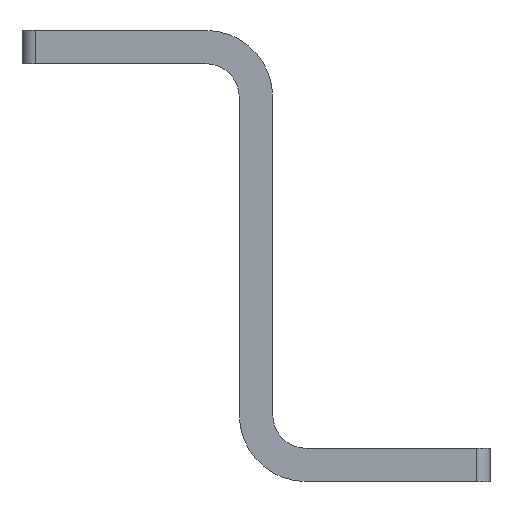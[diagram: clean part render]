
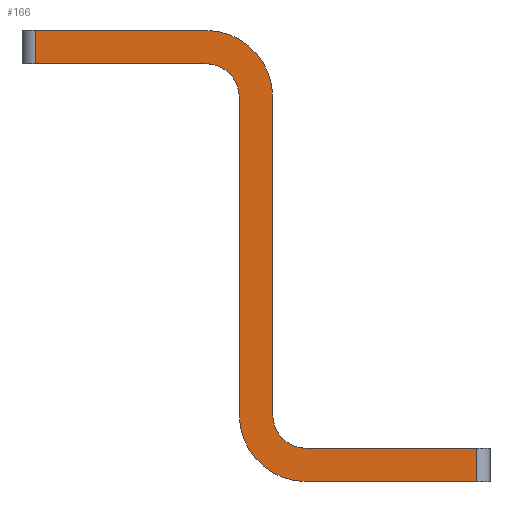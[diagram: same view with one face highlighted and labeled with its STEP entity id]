
A CAD part, left-side view. The second image highlights one B-rep face of the part: STEP entity #166.
In plain terms, the highlighted planar face has unit normal (-1, 0, 0).
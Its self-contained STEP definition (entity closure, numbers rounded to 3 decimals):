
#166=ADVANCED_FACE('',(#244),#206,.F.);
#206=PLANE('',#1249);
#244=FACE_OUTER_BOUND('',#310,.T.);
#310=EDGE_LOOP('',(#604,#605,#606,#607,#608,#609,#610,#611,#612,#613,#614,
#615));
#376=CIRCLE('',#1245,5.);
#377=CIRCLE('',#1246,10.);
#378=CIRCLE('',#1247,5.);
#379=CIRCLE('',#1248,10.);
#604=ORIENTED_EDGE('',*,*,#920,.F.);
#605=ORIENTED_EDGE('',*,*,#921,.T.);
#606=ORIENTED_EDGE('',*,*,#922,.F.);
#607=ORIENTED_EDGE('',*,*,#923,.T.);
#608=ORIENTED_EDGE('',*,*,#924,.F.);
#609=ORIENTED_EDGE('',*,*,#925,.T.);
#610=ORIENTED_EDGE('',*,*,#926,.F.);
#611=ORIENTED_EDGE('',*,*,#927,.T.);
#612=ORIENTED_EDGE('',*,*,#928,.F.);
#613=ORIENTED_EDGE('',*,*,#929,.T.);
#614=ORIENTED_EDGE('',*,*,#930,.F.);
#615=ORIENTED_EDGE('',*,*,#931,.T.);
#780=VERTEX_POINT('',#1841);
#781=VERTEX_POINT('',#1842);
#782=VERTEX_POINT('',#1844);
#783=VERTEX_POINT('',#1846);
#784=VERTEX_POINT('',#1848);
#785=VERTEX_POINT('',#1850);
#786=VERTEX_POINT('',#1852);
#787=VERTEX_POINT('',#1854);
#788=VERTEX_POINT('',#1856);
#789=VERTEX_POINT('',#1858);
#790=VERTEX_POINT('',#1860);
#791=VERTEX_POINT('',#1862);
#920=EDGE_CURVE('',#780,#781,#1036,.T.);
#921=EDGE_CURVE('',#780,#782,#1037,.T.);
#922=EDGE_CURVE('',#783,#782,#1038,.T.);
#923=EDGE_CURVE('',#783,#784,#376,.T.);
#924=EDGE_CURVE('',#785,#784,#1039,.T.);
#925=EDGE_CURVE('',#785,#786,#377,.T.);
#926=EDGE_CURVE('',#787,#786,#1040,.T.);
#927=EDGE_CURVE('',#787,#788,#1041,.T.);
#928=EDGE_CURVE('',#789,#788,#1042,.T.);
#929=EDGE_CURVE('',#789,#790,#378,.T.);
#930=EDGE_CURVE('',#791,#790,#1043,.T.);
#931=EDGE_CURVE('',#791,#781,#379,.T.);
#1036=LINE('',#1840,#1132);
#1037=LINE('',#1843,#1133);
#1038=LINE('',#1845,#1134);
#1039=LINE('',#1849,#1135);
#1040=LINE('',#1853,#1136);
#1041=LINE('',#1855,#1137);
#1042=LINE('',#1857,#1138);
#1043=LINE('',#1861,#1139);
#1132=VECTOR('',#1511,1.);
#1133=VECTOR('',#1512,1.);
#1134=VECTOR('',#1513,1.);
#1135=VECTOR('',#1516,1.);
#1136=VECTOR('',#1519,1.);
#1137=VECTOR('',#1520,1.);
#1138=VECTOR('',#1521,1.);
#1139=VECTOR('',#1524,1.);
#1245=AXIS2_PLACEMENT_3D('',#1847,#1514,#1515);
#1246=AXIS2_PLACEMENT_3D('',#1851,#1517,#1518);
#1247=AXIS2_PLACEMENT_3D('',#1859,#1522,#1523);
#1248=AXIS2_PLACEMENT_3D('',#1863,#1525,#1526);
#1249=AXIS2_PLACEMENT_3D('',#1864,#1527,#1528);
#1511=DIRECTION('',(0.,1.,0.));
#1512=DIRECTION('',(0.,0.,1.));
#1513=DIRECTION('',(0.,-1.,0.));
#1514=DIRECTION('',(1.,0.,0.));
#1515=DIRECTION('',(0.,0.,-1.));
#1516=DIRECTION('',(0.,0.,-1.));
#1517=DIRECTION('',(-1.,0.,0.));
#1518=DIRECTION('',(0.,0.,-1.));
#1519=DIRECTION('',(0.,-1.,0.));
#1520=DIRECTION('',(0.,0.,-1.));
#1521=DIRECTION('',(0.,1.,0.));
#1522=DIRECTION('',(1.,0.,0.));
#1523=DIRECTION('',(0.,0.,-1.));
#1524=DIRECTION('',(0.,0.,1.));
#1525=DIRECTION('',(-1.,0.,0.));
#1526=DIRECTION('',(0.,0.,-1.));
#1527=DIRECTION('',(1.,0.,0.));
#1528=DIRECTION('',(0.,0.,-1.));
#1840=CARTESIAN_POINT('',(-57.5,0.,0.));
#1841=CARTESIAN_POINT('',(-57.5,2.,0.));
#1842=CARTESIAN_POINT('',(-57.5,27.5,0.));
#1843=CARTESIAN_POINT('',(-57.5,2.,0.));
#1844=CARTESIAN_POINT('',(-57.5,2.,5.));
#1845=CARTESIAN_POINT('',(-57.5,32.5,5.));
#1846=CARTESIAN_POINT('',(-57.5,27.5,5.));
#1847=CARTESIAN_POINT('',(-57.5,27.5,10.));
#1848=CARTESIAN_POINT('',(-57.5,32.5,10.));
#1849=CARTESIAN_POINT('',(-57.5,32.5,67.5));
#1850=CARTESIAN_POINT('',(-57.5,32.5,57.5));
#1851=CARTESIAN_POINT('',(-57.5,42.5,57.5));
#1852=CARTESIAN_POINT('',(-57.5,42.5,67.5));
#1853=CARTESIAN_POINT('',(-57.5,70.,67.5));
#1854=CARTESIAN_POINT('',(-57.5,68.,67.5));
#1855=CARTESIAN_POINT('',(-57.5,68.,0.));
#1856=CARTESIAN_POINT('',(-57.5,68.,62.5));
#1857=CARTESIAN_POINT('',(-57.5,37.5,62.5));
#1858=CARTESIAN_POINT('',(-57.5,42.5,62.5));
#1859=CARTESIAN_POINT('',(-57.5,42.5,57.5));
#1860=CARTESIAN_POINT('',(-57.5,37.5,57.5));
#1861=CARTESIAN_POINT('',(-57.5,37.5,0.));
#1862=CARTESIAN_POINT('',(-57.5,37.5,10.));
#1863=CARTESIAN_POINT('',(-57.5,27.5,10.));
#1864=CARTESIAN_POINT('',(-57.5,0.,0.));
